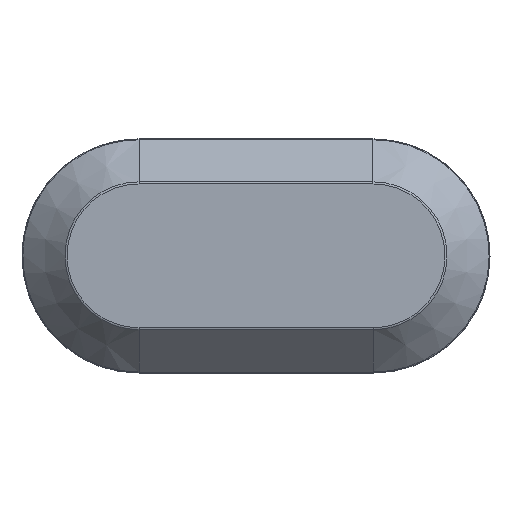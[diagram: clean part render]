
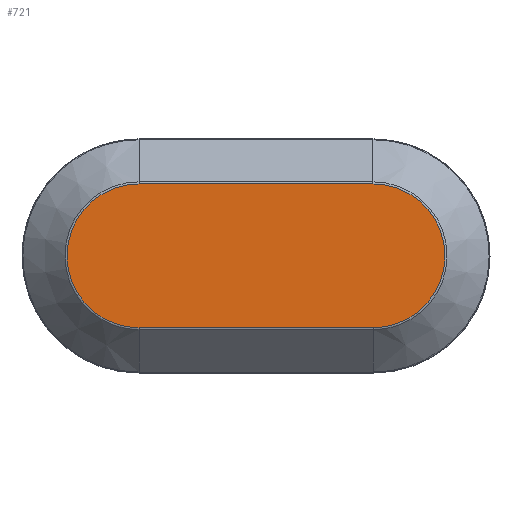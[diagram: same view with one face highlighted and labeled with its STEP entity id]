
A CAD part, top view. The second image highlights one B-rep face of the part: STEP entity #721.
In plain terms, the highlighted planar face has unit normal (0, 0, 1).
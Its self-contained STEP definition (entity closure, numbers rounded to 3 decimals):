
#623 = EDGE_CURVE('',#624,#626,#628,.T.);
#624 = VERTEX_POINT('',#625);
#625 = CARTESIAN_POINT('',(-13.,11.459,5.));
#626 = VERTEX_POINT('',#627);
#627 = CARTESIAN_POINT('',(-5.,11.459,5.));
#628 = LINE('',#629,#630);
#629 = CARTESIAN_POINT('',(-13.,11.459,5.));
#630 = VECTOR('',#631,1.);
#631 = DIRECTION('',(1.,0.,0.));
#657 = VERTEX_POINT('',#658);
#658 = CARTESIAN_POINT('',(-13.,6.541,5.));
#665 = EDGE_CURVE('',#657,#624,#666,.T.);
#666 = CIRCLE('',#667,2.459);
#667 = AXIS2_PLACEMENT_3D('',#668,#669,#670);
#668 = CARTESIAN_POINT('',(-13.,9.,5.));
#669 = DIRECTION('',(-0.,-0.,-1.));
#670 = DIRECTION('',(0.,-1.,0.));
#683 = EDGE_CURVE('',#626,#684,#686,.T.);
#684 = VERTEX_POINT('',#685);
#685 = CARTESIAN_POINT('',(-5.,6.541,5.));
#686 = CIRCLE('',#687,2.459);
#687 = AXIS2_PLACEMENT_3D('',#688,#689,#690);
#688 = CARTESIAN_POINT('',(-5.,9.,5.));
#689 = DIRECTION('',(0.,0.,-1.));
#690 = DIRECTION('',(0.,1.,0.));
#708 = EDGE_CURVE('',#684,#657,#709,.T.);
#709 = LINE('',#710,#711);
#710 = CARTESIAN_POINT('',(-5.,6.541,5.));
#711 = VECTOR('',#712,1.);
#712 = DIRECTION('',(-1.,0.,0.));
#721 = ADVANCED_FACE('',(#722),#728,.T.);
#722 = FACE_BOUND('',#723,.T.);
#723 = EDGE_LOOP('',(#724,#725,#726,#727));
#724 = ORIENTED_EDGE('',*,*,#708,.F.);
#725 = ORIENTED_EDGE('',*,*,#683,.F.);
#726 = ORIENTED_EDGE('',*,*,#623,.F.);
#727 = ORIENTED_EDGE('',*,*,#665,.F.);
#728 = PLANE('',#729);
#729 = AXIS2_PLACEMENT_3D('',#730,#731,#732);
#730 = CARTESIAN_POINT('',(-9.,9.,5.));
#731 = DIRECTION('',(0.,0.,1.));
#732 = DIRECTION('',(1.,0.,-0.));
